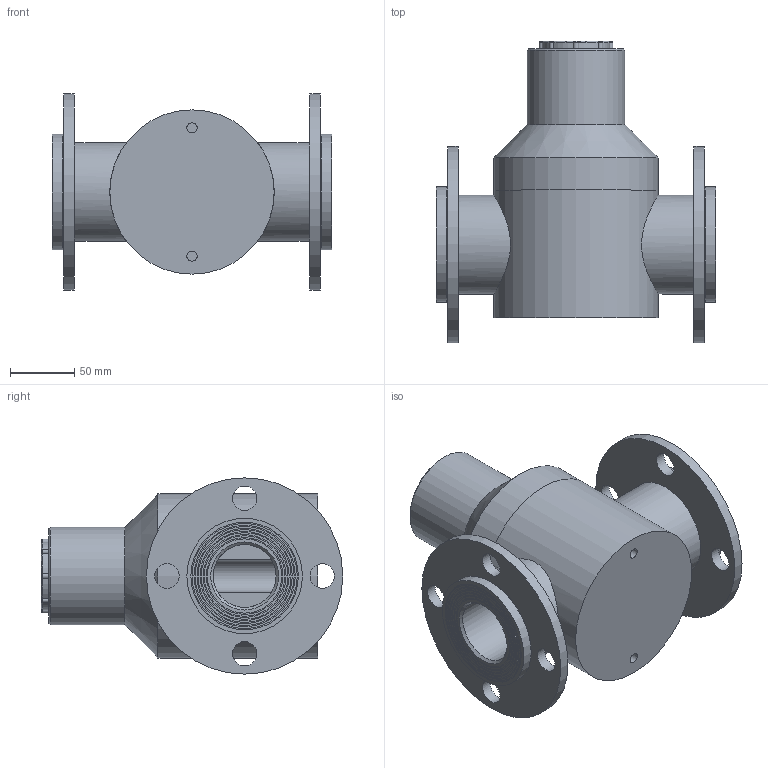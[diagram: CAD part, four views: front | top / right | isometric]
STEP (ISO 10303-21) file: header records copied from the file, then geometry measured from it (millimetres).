
FILE_DESCRIPTION (( 'STEP AP214' ), '1' );
FILE_NAME ('2-1104-1X-150.STEP', '2019-10-28T11:15:13', ( '' ), ( '' ), 'SwSTEP 2.0', 'SolidWorks 2020', '' );
FILE_SCHEMA (( 'AUTOMOTIVE_DESIGN' ));
Length unit declared in the file: millimetre
Products named in the file (6): 2-1104-1X-150; PVC Bonnet all size_63mm PVC-304; 63mm Fusion Stub - PP; 63mm Fusion weld body - PS-90-152; 63mm Dust Cap; 2 inch ANSI 150 SS BR
Assembly tree (7 placements, depth 2):
  2-1104-1X-150
    63mm Fusion weld body - PS-90-152
    63mm Fusion Stub - PP  x2
    2 inch ANSI 150 SS BR  x2
    PVC Bonnet all size_63mm PVC-304
    63mm Dust Cap
Bounding box: 217.8 x 235 x 153 mm (x, y, z)
Volume: 2384364.1 mm3; surface area: 285146 mm2
Topology: 7 solids, 7 shells, 161 faces, 315 edges, 202 vertices
Faces by surface type: cylinder 80, plane 53, torus 17, cone 8, bspline 3
Full cylindrical faces by diameter (mm): 7.938 x2, 19 x8, 25 x1, 36 x1, 49 x2, 51 x2, 57.948 x2, 59.748 x2, 62.748 x2, 64.548 x2, 67.548 x2, 69.348 x2, 72.348 x2, 74.148 x2, 75 x1, 76 x1, 77 x2, 77.148 x2, 78 x2, 78.948 x2, 81.948 x2, 82 x1, 83.748 x2, 90 x3, 96.344 x1, 128 x2, 153 x2
Entity records: 5477 total; most frequent: CARTESIAN_POINT 2777, DIRECTION 551, ORIENTED_EDGE 396, AXIS2_PLACEMENT_3D 259, EDGE_CURVE 198, EDGE_LOOP 198, FACE_OUTER_BOUND 155, VERTEX_POINT 150
